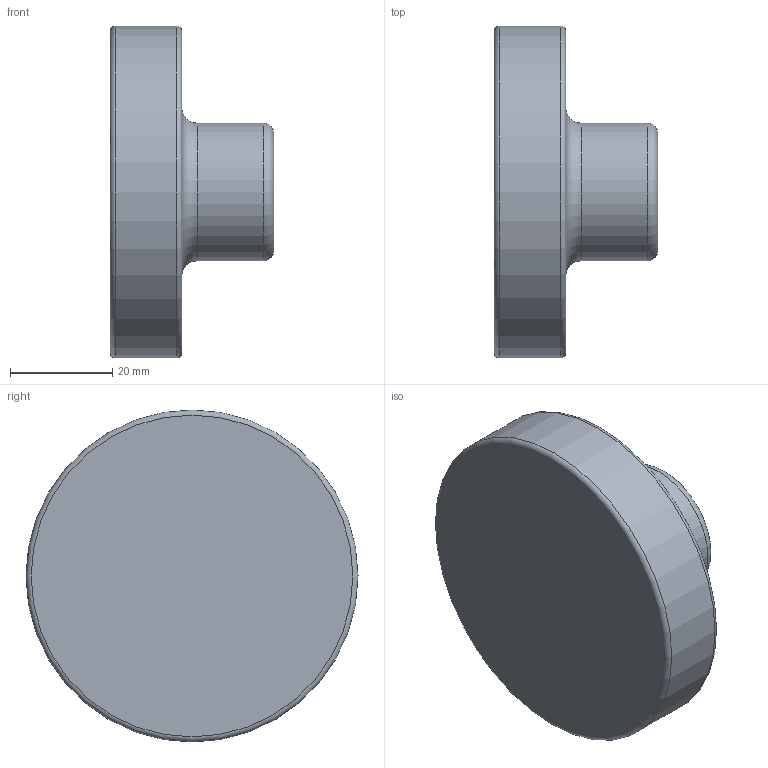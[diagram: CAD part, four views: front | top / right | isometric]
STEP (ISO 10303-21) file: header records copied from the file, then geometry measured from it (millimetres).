
FILE_DESCRIPTION(/* description */ (''),/* implementation_level */ '2;1');
FILE_NAME(/* name */ 'SAHN65R.dxf',/* time_stamp */ '2012-11-23T16:52:11+08:00',/* author */ (''),/* organization */ (''),/* preprocessor_version */ 'ST-DEVELOPER v9',/* originating_system */ 'UGS - NX 4.0',/* authorisation */ '');
FILE_SCHEMA (('CONFIG_CONTROL_DESIGN'));
Length unit declared in the file: millimetre
Products named in the file (1): AdmiBA66xnau
Bounding box: 32 x 65 x 65 mm (x, y, z)
Volume: 53883.3 mm3; surface area: 11593.5 mm2
Topology: 1 solids, 1 shells, 14 faces, 24 edges, 14 vertices
Faces by surface type: cylinder 4, plane 4, torus 4, cone 2
Full cylindrical faces by diameter (mm): 11 x1, 12 x1, 27 x1, 65 x1
Entity records: 364 total; most frequent: DIRECTION 56, CARTESIAN_POINT 42, AXIS2_PLACEMENT_3D 28, EDGE_LOOP 26, ORIENTED_EDGE 26, FACE_BOUND 21, ADVANCED_FACE 14, VERTEX_POINT 14
